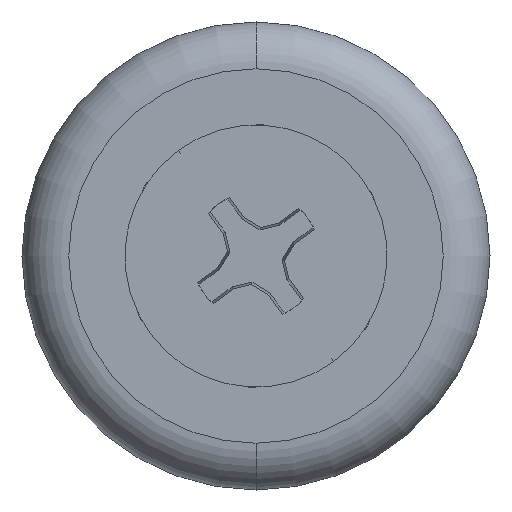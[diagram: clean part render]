
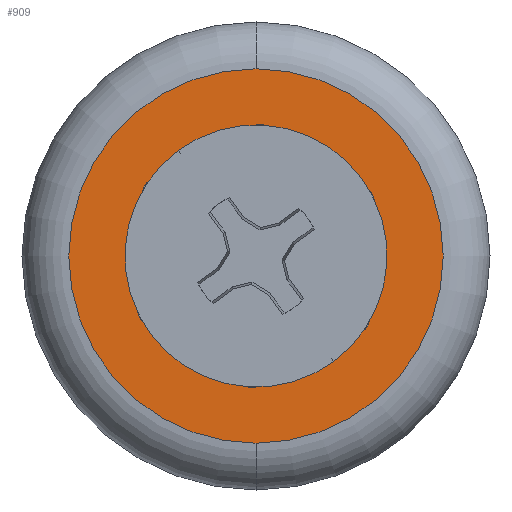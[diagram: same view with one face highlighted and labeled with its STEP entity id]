
A CAD part, front view. The second image highlights one B-rep face of the part: STEP entity #909.
In plain terms, the highlighted planar face has unit normal (0, -1, 0).
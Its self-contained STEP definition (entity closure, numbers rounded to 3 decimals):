
#909 = ADVANCED_FACE ( 'NONE', ( #16157, #2508 ), #1287, .F. ) ;
#1287 = PLANE ( 'NONE',  #16109 ) ;
#1851 = DIRECTION ( 'NONE',  ( 0., 1., 0. ) ) ;
#2000 = VERTEX_POINT ( 'NONE', #5449 ) ;
#2424 = DIRECTION ( 'NONE',  ( 0., -1., 0. ) ) ;
#2508 = FACE_OUTER_BOUND ( 'NONE', #5067, .T. ) ;
#2879 = CARTESIAN_POINT ( 'NONE',  ( 0., 0., 0. ) ) ;
#3084 = CIRCLE ( 'NONE', #15218, 4. ) ;
#3676 = VERTEX_POINT ( 'NONE', #8771 ) ;
#3994 = VERTEX_POINT ( 'NONE', #19726 ) ;
#4061 = DIRECTION ( 'NONE',  ( 0., 0., 1. ) ) ;
#4770 = EDGE_CURVE ( 'NONE', #3994, #2000, #17241, .T. ) ;
#5067 = EDGE_LOOP ( 'NONE', ( #21081, #16794 ) ) ;
#5449 = CARTESIAN_POINT ( 'NONE',  ( 0., 0., 1.5 ) ) ;
#5980 = DIRECTION ( 'NONE',  ( 0., 0., 1. ) ) ;
#6151 = CARTESIAN_POINT ( 'NONE',  ( 0., 0., -4. ) ) ;
#6577 = EDGE_LOOP ( 'NONE', ( #12369, #18743 ) ) ;
#7546 = AXIS2_PLACEMENT_3D ( 'NONE', #2879, #19595, #9489 ) ;
#7915 = CARTESIAN_POINT ( 'NONE',  ( 4., 0., 0. ) ) ;
#8686 = CARTESIAN_POINT ( 'NONE',  ( 0., 0., 0. ) ) ;
#8771 = CARTESIAN_POINT ( 'NONE',  ( 0., 0., 4. ) ) ;
#8809 = CIRCLE ( 'NONE', #11583, 1.5 ) ;
#9026 = DIRECTION ( 'NONE',  ( 0., 0., -1. ) ) ;
#9038 = CARTESIAN_POINT ( 'NONE',  ( 0., 0., 0. ) ) ;
#9489 = DIRECTION ( 'NONE',  ( 0., 0., -1. ) ) ;
#10652 = CARTESIAN_POINT ( 'NONE',  ( 0., 0., 0. ) ) ;
#11583 = AXIS2_PLACEMENT_3D ( 'NONE', #10652, #2424, #9026 ) ;
#12369 = ORIENTED_EDGE ( 'NONE', *, *, #4770, .F. ) ;
#13181 = CIRCLE ( 'NONE', #21168, 4. ) ;
#13239 = EDGE_CURVE ( 'NONE', #2000, #3994, #8809, .T. ) ;
#15218 = AXIS2_PLACEMENT_3D ( 'NONE', #9038, #20997, #4061 ) ;
#16109 = AXIS2_PLACEMENT_3D ( 'NONE', #7915, #20854, #5980 ) ;
#16157 = FACE_BOUND ( 'NONE', #6577, .T. ) ;
#16745 = EDGE_CURVE ( 'NONE', #3676, #18630, #13181, .T. ) ;
#16794 = ORIENTED_EDGE ( 'NONE', *, *, #21118, .F. ) ;
#17241 = CIRCLE ( 'NONE', #7546, 1.5 ) ;
#18630 = VERTEX_POINT ( 'NONE', #6151 ) ;
#18743 = ORIENTED_EDGE ( 'NONE', *, *, #13239, .F. ) ;
#19595 = DIRECTION ( 'NONE',  ( 0., -1., 0. ) ) ;
#19726 = CARTESIAN_POINT ( 'NONE',  ( 0., 0., -1.5 ) ) ;
#20205 = DIRECTION ( 'NONE',  ( 0., 0., 1. ) ) ;
#20854 = DIRECTION ( 'NONE',  ( 0., 1., 0. ) ) ;
#20997 = DIRECTION ( 'NONE',  ( 0., 1., 0. ) ) ;
#21081 = ORIENTED_EDGE ( 'NONE', *, *, #16745, .F. ) ;
#21118 = EDGE_CURVE ( 'NONE', #18630, #3676, #3084, .T. ) ;
#21168 = AXIS2_PLACEMENT_3D ( 'NONE', #8686, #1851, #20205 ) ;
